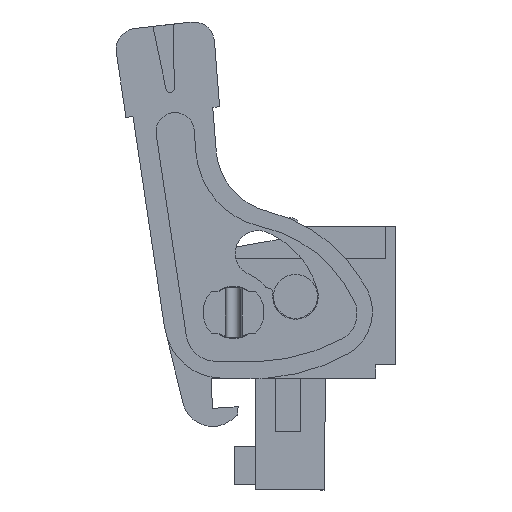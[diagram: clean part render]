
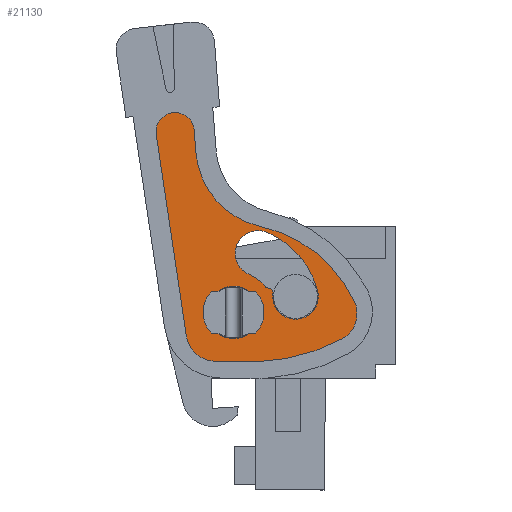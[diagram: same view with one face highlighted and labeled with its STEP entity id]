
A CAD part, left-side view. The second image highlights one B-rep face of the part: STEP entity #21130.
In plain terms, the highlighted planar face has unit normal (-1, 0, 0).
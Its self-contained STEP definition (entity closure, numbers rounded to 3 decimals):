
#20833=AXIS2_PLACEMENT_3D('Plane Axis2P3D',#20830,#20831,#20832) ;
#20962=AXIS2_PLACEMENT_3D('Circle Axis2P3D',#20960,#20961,$) ;
#20986=AXIS2_PLACEMENT_3D('Circle Axis2P3D',#20984,#20985,$) ;
#21012=AXIS2_PLACEMENT_3D('Circle Axis2P3D',#21010,#21011,$) ;
#21019=AXIS2_PLACEMENT_3D('Circle Axis2P3D',#21017,#21018,$) ;
#21026=AXIS2_PLACEMENT_3D('Circle Axis2P3D',#21024,#21025,$) ;
#21033=AXIS2_PLACEMENT_3D('Circle Axis2P3D',#21031,#21032,$) ;
#21056=AXIS2_PLACEMENT_3D('Circle Axis2P3D',#21054,#21055,$) ;
#21065=AXIS2_PLACEMENT_3D('Circle Axis2P3D',#21063,#21064,$) ;
#21072=AXIS2_PLACEMENT_3D('Circle Axis2P3D',#21070,#21071,$) ;
#21079=AXIS2_PLACEMENT_3D('Circle Axis2P3D',#21077,#21078,$) ;
#21086=AXIS2_PLACEMENT_3D('Circle Axis2P3D',#21084,#21085,$) ;
#21093=AXIS2_PLACEMENT_3D('Circle Axis2P3D',#21091,#21092,$) ;
#21100=AXIS2_PLACEMENT_3D('Circle Axis2P3D',#21098,#21099,$) ;
#21114=AXIS2_PLACEMENT_3D('Circle Axis2P3D',#21112,#21113,$) ;
#21123=AXIS2_PLACEMENT_3D('Circle Axis2P3D',#21121,#21122,$) ;
#20830=CARTESIAN_POINT('Axis2P3D Location',(1.1,1.4,0.)) ;
#20929=CARTESIAN_POINT('Line Origine',(1.1,13.287,15.072)) ;
#20933=CARTESIAN_POINT('Vertex',(1.1,12.398,9.121)) ;
#20935=CARTESIAN_POINT('Vertex',(1.1,14.176,21.023)) ;
#20960=CARTESIAN_POINT('Axis2P3D Location',(1.1,10.645,9.383)) ;
#20964=CARTESIAN_POINT('Vertex',(1.1,10.665,7.61)) ;
#20984=CARTESIAN_POINT('Axis2P3D Location',(1.1,13.058,21.19)) ;
#20988=CARTESIAN_POINT('Vertex',(1.1,11.931,21.279)) ;
#21003=CARTESIAN_POINT('Line Origine',(1.1,9.423,7.596)) ;
#21007=CARTESIAN_POINT('Vertex',(1.1,8.181,7.582)) ;
#21010=CARTESIAN_POINT('Axis2P3D Location',(1.1,8.615,19.073)) ;
#21014=CARTESIAN_POINT('Vertex',(1.1,3.202,8.927)) ;
#21017=CARTESIAN_POINT('Axis2P3D Location',(1.1,4.004,10.431)) ;
#21021=CARTESIAN_POINT('Vertex',(1.1,2.462,11.157)) ;
#21024=CARTESIAN_POINT('Axis2P3D Location',(1.1,9.73,7.737)) ;
#21028=CARTESIAN_POINT('Vertex',(1.1,8.015,15.585)) ;
#21031=CARTESIAN_POINT('Axis2P3D Location',(1.1,6.976,20.339)) ;
#21035=CARTESIAN_POINT('Vertex',(1.1,11.827,19.957)) ;
#21038=CARTESIAN_POINT('Line Origine',(1.1,11.879,20.618)) ;
#21054=CARTESIAN_POINT('Axis2P3D Location',(1.1,7.517,12.189)) ;
#21058=CARTESIAN_POINT('Vertex',(1.1,7.517,11.939)) ;
#21060=CARTESIAN_POINT('Vertex',(1.1,7.711,12.031)) ;
#21063=CARTESIAN_POINT('Axis2P3D Location',(1.1,9.6,10.5)) ;
#21067=CARTESIAN_POINT('Vertex',(1.1,8.672,12.747)) ;
#21070=CARTESIAN_POINT('Axis2P3D Location',(1.1,8.156,13.995)) ;
#21074=CARTESIAN_POINT('Vertex',(1.1,7.641,15.242)) ;
#21077=CARTESIAN_POINT('Axis2P3D Location',(1.1,9.6,10.5)) ;
#21081=CARTESIAN_POINT('Vertex',(1.1,4.633,11.789)) ;
#21084=CARTESIAN_POINT('Axis2P3D Location',(1.1,5.94,11.45)) ;
#21088=CARTESIAN_POINT('Vertex',(1.1,7.286,11.555)) ;
#21091=CARTESIAN_POINT('Axis2P3D Location',(1.1,6.887,11.524)) ;
#21095=CARTESIAN_POINT('Vertex',(1.1,7.274,11.625)) ;
#21098=CARTESIAN_POINT('Axis2P3D Location',(1.1,7.516,11.689)) ;
#21112=CARTESIAN_POINT('Axis2P3D Location',(1.1,9.6,10.5)) ;
#21116=CARTESIAN_POINT('Vertex',(1.1,9.6,8.95)) ;
#21118=CARTESIAN_POINT('Vertex',(1.1,9.6,12.05)) ;
#21121=CARTESIAN_POINT('Axis2P3D Location',(1.1,9.6,10.5)) ;
#20831=DIRECTION('Axis2P3D Direction',(1.,0.,0.)) ;
#20832=DIRECTION('Axis2P3D XDirection',(0.,1.,0.)) ;
#20930=DIRECTION('Vector Direction',(0.,0.148,0.989)) ;
#20961=DIRECTION('Axis2P3D Direction',(1.,0.,0.)) ;
#20985=DIRECTION('Axis2P3D Direction',(1.,0.,0.)) ;
#21004=DIRECTION('Vector Direction',(0.,1.,0.011)) ;
#21011=DIRECTION('Axis2P3D Direction',(1.,0.,0.)) ;
#21018=DIRECTION('Axis2P3D Direction',(1.,0.,0.)) ;
#21025=DIRECTION('Axis2P3D Direction',(1.,0.,0.)) ;
#21032=DIRECTION('Axis2P3D Direction',(1.,0.,0.)) ;
#21039=DIRECTION('Vector Direction',(0.,-0.078,-0.997)) ;
#21055=DIRECTION('Axis2P3D Direction',(1.,0.,0.)) ;
#21064=DIRECTION('Axis2P3D Direction',(1.,0.,0.)) ;
#21071=DIRECTION('Axis2P3D Direction',(1.,0.,0.)) ;
#21078=DIRECTION('Axis2P3D Direction',(1.,0.,0.)) ;
#21085=DIRECTION('Axis2P3D Direction',(1.,0.,0.)) ;
#21092=DIRECTION('Axis2P3D Direction',(1.,0.,0.)) ;
#21099=DIRECTION('Axis2P3D Direction',(1.,0.,0.)) ;
#21113=DIRECTION('Axis2P3D Direction',(1.,0.,0.)) ;
#21122=DIRECTION('Axis2P3D Direction',(1.,0.,0.)) ;
#20931=VECTOR('Line Direction',#20930,1.) ;
#21005=VECTOR('Line Direction',#21004,1.) ;
#21040=VECTOR('Line Direction',#21039,1.) ;
#21044=ORIENTED_EDGE('',*,*,#20966,.F.) ;
#21045=ORIENTED_EDGE('',*,*,#21009,.F.) ;
#21046=ORIENTED_EDGE('',*,*,#21016,.F.) ;
#21047=ORIENTED_EDGE('',*,*,#21023,.F.) ;
#21048=ORIENTED_EDGE('',*,*,#21030,.F.) ;
#21049=ORIENTED_EDGE('',*,*,#21037,.F.) ;
#21050=ORIENTED_EDGE('',*,*,#21042,.F.) ;
#21051=ORIENTED_EDGE('',*,*,#20990,.F.) ;
#21052=ORIENTED_EDGE('',*,*,#20937,.F.) ;
#21104=ORIENTED_EDGE('',*,*,#21062,.T.) ;
#21105=ORIENTED_EDGE('',*,*,#21069,.F.) ;
#21106=ORIENTED_EDGE('',*,*,#21076,.T.) ;
#21107=ORIENTED_EDGE('',*,*,#21083,.T.) ;
#21108=ORIENTED_EDGE('',*,*,#21090,.T.) ;
#21109=ORIENTED_EDGE('',*,*,#21097,.T.) ;
#21110=ORIENTED_EDGE('',*,*,#21102,.F.) ;
#21127=ORIENTED_EDGE('',*,*,#21120,.T.) ;
#21128=ORIENTED_EDGE('',*,*,#21125,.T.) ;
#21111=FACE_BOUND('',#21103,.T.) ;
#21129=FACE_BOUND('',#21126,.T.) ;
#21130=ADVANCED_FACE('lock',(#21053,#21111,#21129),#20834,.F.) ;
#20963=CIRCLE('generated circle',#20962,1.773) ;
#20987=CIRCLE('generated circle',#20986,1.131) ;
#21013=CIRCLE('generated circle',#21012,11.5) ;
#21020=CIRCLE('generated circle',#21019,1.705) ;
#21027=CIRCLE('generated circle',#21026,8.033) ;
#21034=CIRCLE('generated circle',#21033,4.866) ;
#21057=CIRCLE('generated circle',#21056,0.25) ;
#21066=CIRCLE('generated circle',#21065,2.431) ;
#21073=CIRCLE('generated circle',#21072,1.35) ;
#21080=CIRCLE('generated circle',#21079,5.131) ;
#21087=CIRCLE('generated circle',#21086,1.35) ;
#21094=CIRCLE('generated circle',#21093,0.4) ;
#21101=CIRCLE('generated circle',#21100,0.25) ;
#21115=CIRCLE('generated circle',#21114,1.55) ;
#21124=CIRCLE('generated circle',#21123,1.55) ;
#20937=EDGE_CURVE('',#20934,#20936,#20932,.T.) ;
#20966=EDGE_CURVE('',#20965,#20934,#20963,.T.) ;
#20990=EDGE_CURVE('',#20936,#20989,#20987,.T.) ;
#21009=EDGE_CURVE('',#21008,#20965,#21006,.T.) ;
#21016=EDGE_CURVE('',#21015,#21008,#21013,.T.) ;
#21023=EDGE_CURVE('',#21022,#21015,#21020,.T.) ;
#21030=EDGE_CURVE('',#21029,#21022,#21027,.T.) ;
#21037=EDGE_CURVE('',#21036,#21029,#21034,.F.) ;
#21042=EDGE_CURVE('',#20989,#21036,#21041,.T.) ;
#21062=EDGE_CURVE('',#21059,#21061,#21057,.T.) ;
#21069=EDGE_CURVE('',#21068,#21061,#21066,.T.) ;
#21076=EDGE_CURVE('',#21068,#21075,#21073,.T.) ;
#21083=EDGE_CURVE('',#21075,#21082,#21080,.T.) ;
#21090=EDGE_CURVE('',#21082,#21089,#21087,.T.) ;
#21097=EDGE_CURVE('',#21089,#21096,#21094,.T.) ;
#21102=EDGE_CURVE('',#21059,#21096,#21101,.T.) ;
#21120=EDGE_CURVE('',#21117,#21119,#21115,.T.) ;
#21125=EDGE_CURVE('',#21119,#21117,#21124,.T.) ;
#21043=EDGE_LOOP('',(#21044,#21045,#21046,#21047,#21048,#21049,#21050,#21051,#21052)) ;
#21103=EDGE_LOOP('',(#21104,#21105,#21106,#21107,#21108,#21109,#21110)) ;
#21126=EDGE_LOOP('',(#21127,#21128)) ;
#21053=FACE_OUTER_BOUND('',#21043,.T.) ;
#20932=LINE('Line',#20929,#20931) ;
#21006=LINE('Line',#21003,#21005) ;
#21041=LINE('Line',#21038,#21040) ;
#20834=PLANE('',#20833) ;
#20934=VERTEX_POINT('',#20933) ;
#20936=VERTEX_POINT('',#20935) ;
#20965=VERTEX_POINT('',#20964) ;
#20989=VERTEX_POINT('',#20988) ;
#21008=VERTEX_POINT('',#21007) ;
#21015=VERTEX_POINT('',#21014) ;
#21022=VERTEX_POINT('',#21021) ;
#21029=VERTEX_POINT('',#21028) ;
#21036=VERTEX_POINT('',#21035) ;
#21059=VERTEX_POINT('',#21058) ;
#21061=VERTEX_POINT('',#21060) ;
#21068=VERTEX_POINT('',#21067) ;
#21075=VERTEX_POINT('',#21074) ;
#21082=VERTEX_POINT('',#21081) ;
#21089=VERTEX_POINT('',#21088) ;
#21096=VERTEX_POINT('',#21095) ;
#21117=VERTEX_POINT('',#21116) ;
#21119=VERTEX_POINT('',#21118) ;
